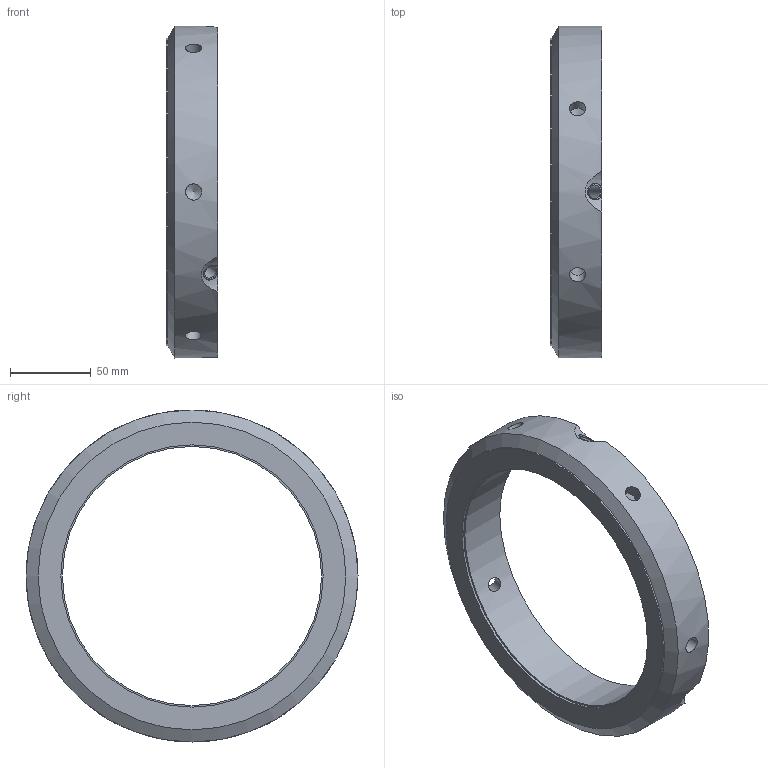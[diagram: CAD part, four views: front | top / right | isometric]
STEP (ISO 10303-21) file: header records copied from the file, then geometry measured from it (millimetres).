
FILE_DESCRIPTION((''),'2;1');
FILE_NAME('FKD FKNA160.stp','2014-02-26T20:49:29',('sugidesign'),(''),'Autodesk Inventor LT ','Autodesk Inventor LT ','');
FILE_SCHEMA(('CONFIG_CONTROL_DESIGN'));
Length unit declared in the file: millimetre
Products named in the file (1): FKD FKNA160
Bounding box: 32 x 205 x 205 mm (x, y, z)
Volume: 385199.7 mm3; surface area: 64422.7 mm2
Topology: 1 solids, 1 shells, 44 faces, 119 edges, 77 vertices
Faces by surface type: cylinder 25, cone 13, plane 6
Full cylindrical faces by diameter (mm): 8.376 x3, 8.4 x6, 10 x6, 10.2 x3, 160 x1, 162 x1, 190 x1, 205 x1
Entity records: 1519 total; most frequent: CARTESIAN_POINT 633, DIRECTION 176, ORIENTED_EDGE 128, AXIS2_PLACEMENT_3D 88, EDGE_LOOP 88, EDGE_CURVE 64, VERTEX_POINT 58, FACE_OUTER_BOUND 44
